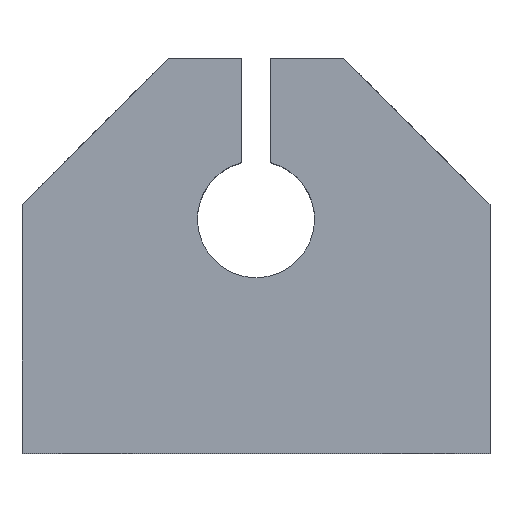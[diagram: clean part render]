
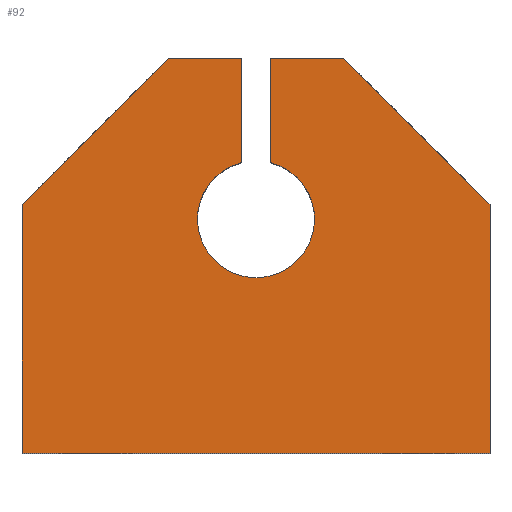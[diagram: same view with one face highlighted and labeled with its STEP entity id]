
A CAD part, top view. The second image highlights one B-rep face of the part: STEP entity #92.
In plain terms, the highlighted planar face has unit normal (0, 0, 1).
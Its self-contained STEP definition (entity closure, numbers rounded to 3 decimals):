
#92 = ADVANCED_FACE( '', ( #198 ), #199, .T. );
#198 = FACE_OUTER_BOUND( '', #296, .T. );
#199 = PLANE( '', #297 );
#296 = EDGE_LOOP( '', ( #469, #470, #471, #472, #473, #474, #475, #476, #477, #478 ) );
#297 = AXIS2_PLACEMENT_3D( '', #479, #480, #481 );
#469 = ORIENTED_EDGE( '', *, *, #549, .T. );
#470 = ORIENTED_EDGE( '', *, *, #554, .T. );
#471 = ORIENTED_EDGE( '', *, *, #516, .T. );
#472 = ORIENTED_EDGE( '', *, *, #501, .T. );
#473 = ORIENTED_EDGE( '', *, *, #556, .T. );
#474 = ORIENTED_EDGE( '', *, *, #539, .T. );
#475 = ORIENTED_EDGE( '', *, *, #558, .F. );
#476 = ORIENTED_EDGE( '', *, *, #511, .T. );
#477 = ORIENTED_EDGE( '', *, *, #496, .T. );
#478 = ORIENTED_EDGE( '', *, *, #531, .T. );
#479 = CARTESIAN_POINT( '', ( 0., 16., 16. ) );
#480 = DIRECTION( '', ( 0., 0., 1. ) );
#481 = DIRECTION( '', ( 1., 0., 0. ) );
#496 = EDGE_CURVE( '', #571, #569, #572, .T. );
#501 = EDGE_CURVE( '', #580, #578, #581, .T. );
#511 = EDGE_CURVE( '', #596, #571, #597, .T. );
#516 = EDGE_CURVE( '', #604, #580, #605, .T. );
#531 = EDGE_CURVE( '', #569, #625, #627, .T. );
#539 = EDGE_CURVE( '', #640, #638, #641, .T. );
#549 = EDGE_CURVE( '', #625, #652, #654, .T. );
#554 = EDGE_CURVE( '', #652, #604, #659, .T. );
#556 = EDGE_CURVE( '', #578, #640, #661, .T. );
#558 = EDGE_CURVE( '', #596, #638, #663, .T. );
#569 = VERTEX_POINT( '', #675 );
#571 = VERTEX_POINT( '', #678 );
#572 = LINE( '', #679, #680 );
#578 = VERTEX_POINT( '', #688 );
#580 = VERTEX_POINT( '', #691 );
#581 = LINE( '', #692, #693 );
#596 = VERTEX_POINT( '', #710 );
#597 = LINE( '', #711, #712 );
#604 = VERTEX_POINT( '', #721 );
#605 = LINE( '', #722, #723 );
#625 = VERTEX_POINT( '', #810 );
#627 = LINE( '', #813, #814 );
#638 = VERTEX_POINT( '', #863 );
#640 = VERTEX_POINT( '', #866 );
#641 = LINE( '', #867, #868 );
#652 = VERTEX_POINT( '', #883 );
#654 = LINE( '', #886, #887 );
#659 = LINE( '', #892, #893 );
#661 = LINE( '', #895, #896 );
#663 = CIRCLE( '', #898, 4. );
#675 = CARTESIAN_POINT( '', ( -6., 27., 16. ) );
#678 = CARTESIAN_POINT( '', ( -1., 27., 16. ) );
#679 = CARTESIAN_POINT( '', ( -1., 27., 16. ) );
#680 = VECTOR( '', #908, 1000. );
#688 = CARTESIAN_POINT( '', ( 6., 27., 16. ) );
#691 = CARTESIAN_POINT( '', ( 16., 17., 16. ) );
#692 = CARTESIAN_POINT( '', ( 16., 17., 16. ) );
#693 = VECTOR( '', #912, 1000. );
#710 = CARTESIAN_POINT( '', ( -1., 19.873, 16. ) );
#711 = CARTESIAN_POINT( '', ( -1., 19.873, 16. ) );
#712 = VECTOR( '', #927, 1000. );
#721 = CARTESIAN_POINT( '', ( 16., 0., 16. ) );
#722 = CARTESIAN_POINT( '', ( 16., 0., 16. ) );
#723 = VECTOR( '', #933, 1000. );
#810 = CARTESIAN_POINT( '', ( -16., 17., 16. ) );
#813 = CARTESIAN_POINT( '', ( -6., 27., 16. ) );
#814 = VECTOR( '', #952, 1000. );
#863 = CARTESIAN_POINT( '', ( 1., 19.873, 16. ) );
#866 = CARTESIAN_POINT( '', ( 1., 27., 16. ) );
#867 = CARTESIAN_POINT( '', ( 1., 27., 16. ) );
#868 = VECTOR( '', #958, 1000. );
#883 = CARTESIAN_POINT( '', ( -16., 0., 16. ) );
#886 = CARTESIAN_POINT( '', ( -16., 17., 16. ) );
#887 = VECTOR( '', #970, 1000. );
#892 = CARTESIAN_POINT( '', ( -16., 0., 16. ) );
#893 = VECTOR( '', #971, 1000. );
#895 = CARTESIAN_POINT( '', ( 6., 27., 16. ) );
#896 = VECTOR( '', #972, 1000. );
#898 = AXIS2_PLACEMENT_3D( '', #973, #974, #975 );
#908 = DIRECTION( '', ( -1., 0., 0. ) );
#912 = DIRECTION( '', ( -0.707, 0.707, 0. ) );
#927 = DIRECTION( '', ( 0., 1., 0. ) );
#933 = DIRECTION( '', ( 0., 1., 0. ) );
#952 = DIRECTION( '', ( -0.707, -0.707, 0. ) );
#958 = DIRECTION( '', ( 0., -1., 0. ) );
#970 = DIRECTION( '', ( 0., -1., 0. ) );
#971 = DIRECTION( '', ( 1., 0., 0. ) );
#972 = DIRECTION( '', ( -1., 0., 0. ) );
#973 = CARTESIAN_POINT( '', ( 0., 16., 16. ) );
#974 = DIRECTION( '', ( 0., 0., 1. ) );
#975 = DIRECTION( '', ( 1., 0., 0. ) );
